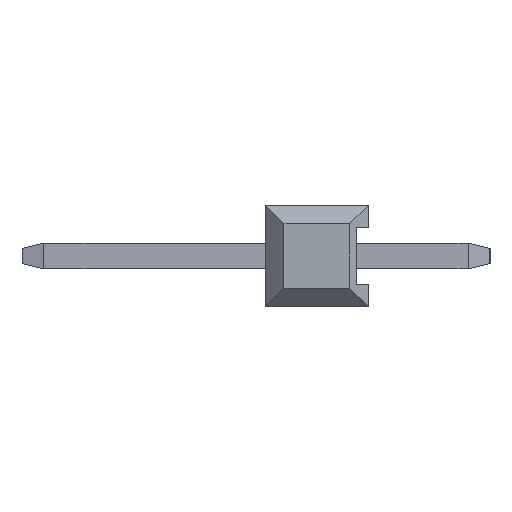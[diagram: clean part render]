
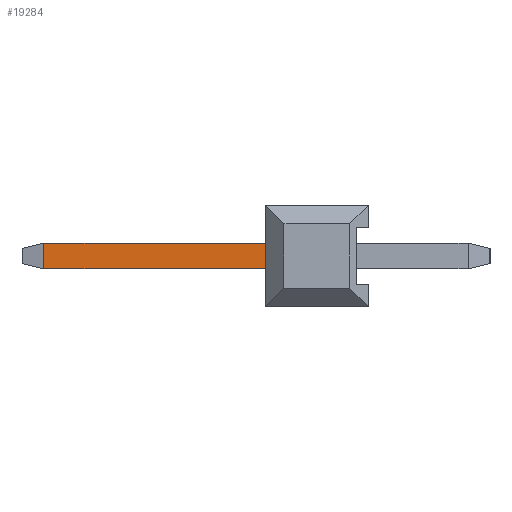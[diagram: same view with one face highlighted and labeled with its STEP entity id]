
A CAD part, left-side view. The second image highlights one B-rep face of the part: STEP entity #19284.
In plain terms, the highlighted planar face has unit normal (-1, 0, 0).
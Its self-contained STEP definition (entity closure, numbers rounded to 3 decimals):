
#9 = EDGE_CURVE ( 'NONE', #765, #746, #509, .T. ) ;
#11 = EDGE_CURVE ( 'NONE', #758, #765, #535, .T. ) ;
#12 = EDGE_CURVE ( 'NONE', #758, #714, #539, .T. ) ;
#501 = CARTESIAN_POINT ( 'NONE',  ( -0.32, 8.54, -0.32 ) ) ;
#507 = CARTESIAN_POINT ( 'NONE',  ( -0.32, 8.54, 0.32 ) ) ;
#509 = LINE ( 'NONE', #501, #13379 ) ;
#510 = DIRECTION ( 'NONE',  ( 0., -1., 0. ) ) ;
#511 = DIRECTION ( 'NONE',  ( 0., 0., -1. ) ) ;
#515 = DIRECTION ( 'NONE',  ( 0., -1., 0. ) ) ;
#535 = LINE ( 'NONE', #538, #13410 ) ;
#538 = CARTESIAN_POINT ( 'NONE',  ( -0.32, 7.999, 0.32 ) ) ;
#539 = LINE ( 'NONE', #507, #13359 ) ;
#714 = VERTEX_POINT ( 'NONE', #10149 ) ;
#746 = VERTEX_POINT ( 'NONE', #10184 ) ;
#758 = VERTEX_POINT ( 'NONE', #10201 ) ;
#765 = VERTEX_POINT ( 'NONE', #10215 ) ;
#7908 = FACE_OUTER_BOUND ( 'NONE', #12250, .T. ) ;
#7913 = AXIS2_PLACEMENT_3D ( 'NONE', #8997, #8998, #8999 ) ;
#8996 = PLANE ( 'NONE',  #7913 ) ;
#8997 = CARTESIAN_POINT ( 'NONE',  ( -0.32, 8.54, 0.32 ) ) ;
#8998 = DIRECTION ( 'NONE',  ( -1., 0., 0. ) ) ;
#8999 = DIRECTION ( 'NONE',  ( 0., 0., 1. ) ) ;
#9930 = VECTOR ( 'NONE', #11329, 1000. ) ;
#10149 = CARTESIAN_POINT ( 'NONE',  ( -0.32, 2.54, 0.32 ) ) ;
#10184 = CARTESIAN_POINT ( 'NONE',  ( -0.32, 2.54, -0.32 ) ) ;
#10201 = CARTESIAN_POINT ( 'NONE',  ( -0.32, 7.999, 0.32 ) ) ;
#10215 = CARTESIAN_POINT ( 'NONE',  ( -0.32, 7.999, -0.32 ) ) ;
#11327 = LINE ( 'NONE', #11328, #9930 ) ;
#11328 = CARTESIAN_POINT ( 'NONE',  ( -0.32, 2.54, -0.32 ) ) ;
#11329 = DIRECTION ( 'NONE',  ( 0., 0., 1. ) ) ;
#11911 = ORIENTED_EDGE ( 'NONE', *, *, #19775, .T. ) ;
#11934 = ORIENTED_EDGE ( 'NONE', *, *, #11, .T. ) ;
#11939 = ORIENTED_EDGE ( 'NONE', *, *, #9, .T. ) ;
#11943 = ORIENTED_EDGE ( 'NONE', *, *, #12, .F. ) ;
#12250 = EDGE_LOOP ( 'NONE', ( #11943, #11934, #11939, #11911 ) ) ;
#13359 = VECTOR ( 'NONE', #515, 1000. ) ;
#13379 = VECTOR ( 'NONE', #510, 1000. ) ;
#13410 = VECTOR ( 'NONE', #511, 1000. ) ;
#19284 = ADVANCED_FACE ( 'NONE', ( #7908 ), #8996, .T. ) ;
#19775 = EDGE_CURVE ( 'NONE', #746, #714, #11327, .T. ) ;
